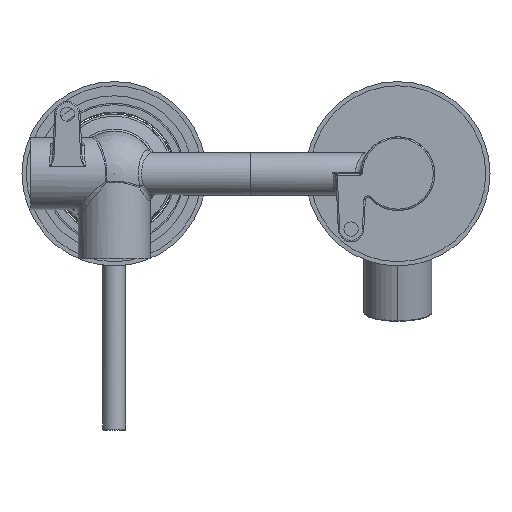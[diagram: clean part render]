
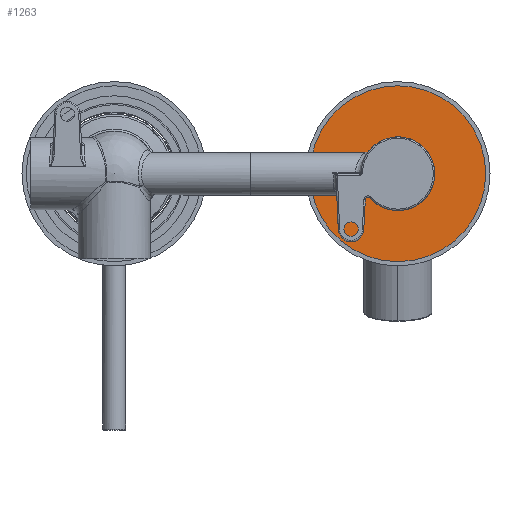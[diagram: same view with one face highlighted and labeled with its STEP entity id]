
A CAD part, front view. The second image highlights one B-rep face of the part: STEP entity #1263.
In plain terms, the highlighted planar face has unit normal (0, -1, 0).
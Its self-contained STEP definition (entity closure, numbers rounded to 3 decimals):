
#485=PLANE('',#9195);
#726=FACE_BOUND('',#2485,.T.);
#727=FACE_BOUND('',#2486,.T.);
#1263=ADVANCED_FACE('',(#726,#727),#485,.T.);
#2485=EDGE_LOOP('',(#4960));
#2486=EDGE_LOOP('',(#4961));
#4960=ORIENTED_EDGE('',*,*,#6863,.F.);
#4961=ORIENTED_EDGE('',*,*,#6864,.F.);
#5749=VERTEX_POINT('',#23397);
#5750=VERTEX_POINT('',#23399);
#6863=EDGE_CURVE('',#5749,#5749,#7430,.T.);
#6864=EDGE_CURVE('',#5750,#5750,#7431,.T.);
#7430=CIRCLE('',#9193,12.25);
#7431=CIRCLE('',#9194,31.);
#9193=AXIS2_PLACEMENT_3D('',#23396,#11445,#11446);
#9194=AXIS2_PLACEMENT_3D('',#23398,#11447,#11448);
#9195=AXIS2_PLACEMENT_3D('',#23400,#11449,#11450);
#11445=DIRECTION('',(0.,-1.,0.));
#11446=DIRECTION('',(1.,0.,0.));
#11447=DIRECTION('',(0.,1.,0.));
#11448=DIRECTION('',(0.,0.,-1.));
#11449=DIRECTION('',(0.,-1.,0.));
#11450=DIRECTION('',(1.,0.,0.));
#23396=CARTESIAN_POINT('',(100.,216.,0.));
#23397=CARTESIAN_POINT('',(112.25,216.,0.));
#23398=CARTESIAN_POINT('',(100.,216.,0.));
#23399=CARTESIAN_POINT('',(100.,216.,-31.));
#23400=CARTESIAN_POINT('',(0.,216.,0.));
